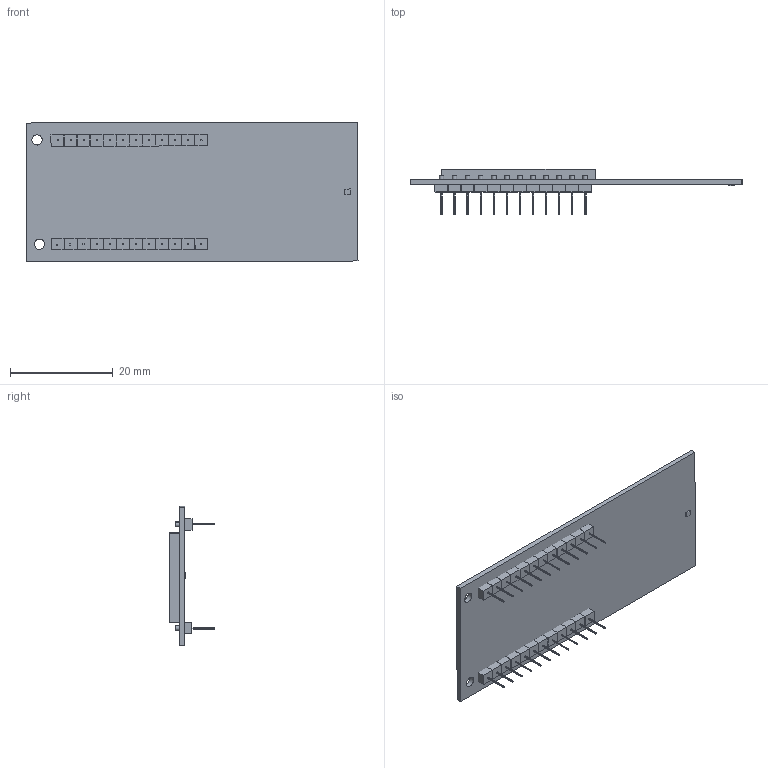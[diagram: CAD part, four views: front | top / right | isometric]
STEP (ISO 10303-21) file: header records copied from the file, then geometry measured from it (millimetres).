
FILE_DESCRIPTION(/* description */ (''),/* implementation_level */ '2;1');
FILE_NAME(/* name */ 'ensambleLora32.stp',/* time_stamp */ '2021-11-03T23:02:30-05:00',/* author */ ('DANIEL'),/* organization */ (''),/* preprocessor_version */ 'ST-DEVELOPER v18',/* originating_system */ 'Autodesk Inventor 2020',/* authorisation */ '');
FILE_SCHEMA (('AUTOMOTIVE_DESIGN { 1 0 10303 214 3 1 1 }'));
Length unit declared in the file: millimetre
Products named in the file (3): ensambleLora32; lora32Placa; pata
Assembly tree (25 placements, depth 2):
  ensambleLora32
    lora32Placa
    pata  x24
Bounding box: 64.54 x 8.8 x 27.18 mm (x, y, z)
Volume: 2994.2 mm3; surface area: 4709.3 mm2
Topology: 25 solids, 25 shells, 354 faces, 836 edges, 582 vertices
Faces by surface type: plane 304, cylinder 50
Full cylindrical faces by diameter (mm): 0.9 x48, 2 x2
Entity records: 2422 total; most frequent: DIRECTION 417, CARTESIAN_POINT 374, ORIENTED_EDGE 338, EDGE_CURVE 169, AXIS2_PLACEMENT_3D 165, VERTEX_POINT 122, EDGE_LOOP 111, LINE 87
